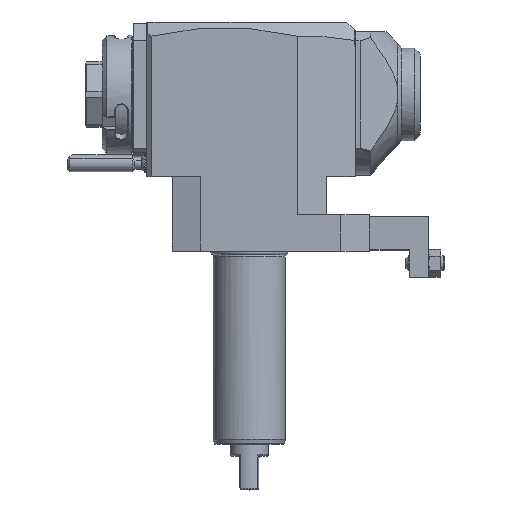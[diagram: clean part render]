
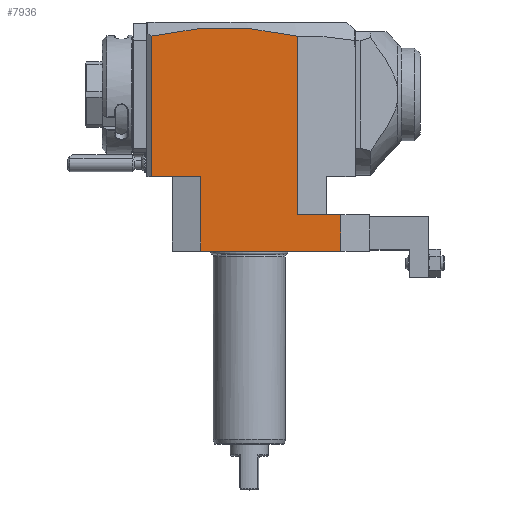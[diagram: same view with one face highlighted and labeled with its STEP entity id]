
A CAD part, top view. The second image highlights one B-rep face of the part: STEP entity #7936.
In plain terms, the highlighted planar face has unit normal (0, 0, 1).
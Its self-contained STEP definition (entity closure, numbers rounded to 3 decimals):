
#157=DIRECTION('',(-1.,0.,0.));
#158=VECTOR('',#157,20.5);
#159=CARTESIAN_POINT('',(-20.,31.,32.));
#160=LINE('',#159,#158);
#161=CARTESIAN_POINT('',(-40.5,89.133,32.));
#162=CARTESIAN_POINT('',(-35.458,90.345,32.));
#163=CARTESIAN_POINT('',(-25.373,92.145,32.));
#164=CARTESIAN_POINT('',(-10.247,93.032,32.));
#165=CARTESIAN_POINT('',(4.877,92.124,32.));
#166=CARTESIAN_POINT('',(14.959,90.311,32.));
#167=CARTESIAN_POINT('',(20.,89.092,32.));
#169=DIRECTION('',(-1.,0.,0.));
#170=VECTOR('',#169,58.);
#171=CARTESIAN_POINT('',(38.,0.,32.));
#172=LINE('',#171,#170);
#1013=DIRECTION('',(-1.,0.,0.));
#1014=VECTOR('',#1013,18.);
#1015=CARTESIAN_POINT('',(38.,15.,32.));
#1016=LINE('',#1015,#1014);
#1045=DIRECTION('',(0.,1.,0.));
#1046=VECTOR('',#1045,15.);
#1047=CARTESIAN_POINT('',(38.,0.,32.));
#1048=LINE('',#1047,#1046);
#2709=DIRECTION('',(0.,1.,0.));
#2710=VECTOR('',#2709,74.092);
#2711=CARTESIAN_POINT('',(20.,15.,32.));
#2712=LINE('',#2711,#2710);
#2759=DIRECTION('',(0.,-1.,0.));
#2760=VECTOR('',#2759,58.133);
#2761=CARTESIAN_POINT('',(-40.5,89.133,32.));
#2762=LINE('',#2761,#2760);
#5361=DIRECTION('',(0.,-1.,0.));
#5362=VECTOR('',#5361,31.);
#5363=CARTESIAN_POINT('',(-20.,31.,32.));
#5364=LINE('',#5363,#5362);
#6999=CARTESIAN_POINT('',(20.,15.,32.));
#7000=VERTEX_POINT('',#6999);
#7272=VERTEX_POINT('',#161);
#7273=VERTEX_POINT('',#167);
#7606=CARTESIAN_POINT('',(-40.5,31.,32.));
#7608=VERTEX_POINT('',#7606);
#7614=CARTESIAN_POINT('',(-20.,0.,32.));
#7616=VERTEX_POINT('',#7614);
#7677=CARTESIAN_POINT('',(38.,0.,32.));
#7679=VERTEX_POINT('',#7677);
#7685=CARTESIAN_POINT('',(38.,15.,32.));
#7687=VERTEX_POINT('',#7685);
#7876=CARTESIAN_POINT('',(-20.,31.,32.));
#7877=VERTEX_POINT('',#7876);
#7914=CARTESIAN_POINT('',(-67.831,31.,32.));
#7915=DIRECTION('',(0.,0.,1.));
#7916=DIRECTION('',(1.,0.,0.));
#7917=AXIS2_PLACEMENT_3D('',#7914,#7915,#7916);
#7918=PLANE('',#7917);
#7920=ORIENTED_EDGE('',*,*,#7919,.T.);
#7922=ORIENTED_EDGE('',*,*,#7921,.F.);
#7924=ORIENTED_EDGE('',*,*,#7923,.T.);
#7926=ORIENTED_EDGE('',*,*,#7925,.F.);
#7928=ORIENTED_EDGE('',*,*,#7927,.F.);
#7930=ORIENTED_EDGE('',*,*,#7929,.F.);
#7931=ORIENTED_EDGE('',*,*,#7883,.T.);
#7933=ORIENTED_EDGE('',*,*,#7932,.F.);
#7934=EDGE_LOOP('',(#7920,#7922,#7924,#7926,#7928,#7930,#7931,#7933));
#7935=FACE_OUTER_BOUND('',#7934,.F.);
#168=B_SPLINE_CURVE_WITH_KNOTS('',3,(#161,#162,#163,#164,#165,#166,#167),
.UNSPECIFIED.,.F.,.F.,(4,1,1,1,4),(0.,0.25,0.5,0.75,1.),
.UNSPECIFIED.);
#7883=EDGE_CURVE('',#7679,#7616,#172,.T.);
#7919=EDGE_CURVE('',#7877,#7608,#160,.T.);
#7921=EDGE_CURVE('',#7272,#7608,#2762,.T.);
#7923=EDGE_CURVE('',#7272,#7273,#168,.T.);
#7925=EDGE_CURVE('',#7000,#7273,#2712,.T.);
#7927=EDGE_CURVE('',#7687,#7000,#1016,.T.);
#7929=EDGE_CURVE('',#7679,#7687,#1048,.T.);
#7932=EDGE_CURVE('',#7877,#7616,#5364,.T.);
#7936=ADVANCED_FACE('',(#7935),#7918,.T.);
